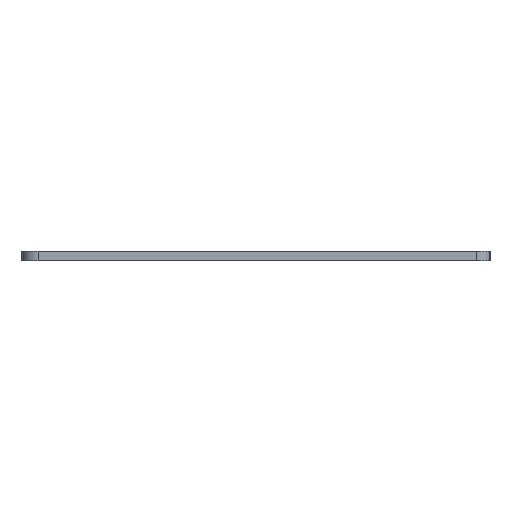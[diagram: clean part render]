
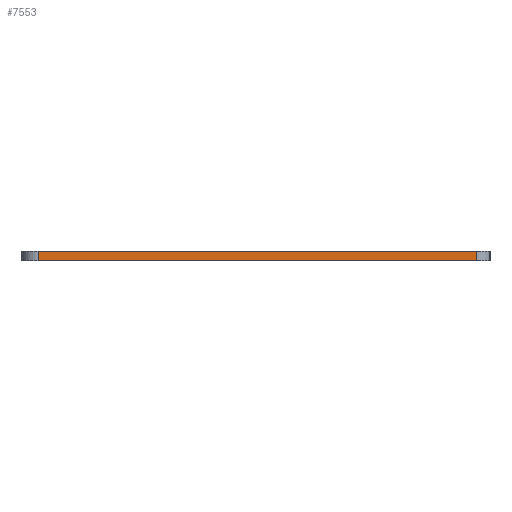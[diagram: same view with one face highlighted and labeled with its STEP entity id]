
A CAD part, left-side view. The second image highlights one B-rep face of the part: STEP entity #7553.
In plain terms, the highlighted planar face has unit normal (-1, 0, 0).
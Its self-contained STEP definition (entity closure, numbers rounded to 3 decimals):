
#266=PLANE('',#8305);
#634=FACE_OUTER_BOUND('',#1006,.T.);
#1006=EDGE_LOOP('',(#6232,#6233,#6234,#6235));
#1808=LINE('',#12729,#2544);
#1809=LINE('',#12731,#2545);
#1810=LINE('',#12733,#2546);
#1811=LINE('',#12734,#2547);
#2544=VECTOR('',#10503,10.);
#2545=VECTOR('',#10504,10.);
#2546=VECTOR('',#10505,10.);
#2547=VECTOR('',#10506,10.);
#3658=VERTEX_POINT('',#12727);
#3659=VERTEX_POINT('',#12728);
#3660=VERTEX_POINT('',#12730);
#3661=VERTEX_POINT('',#12732);
#4760=EDGE_CURVE('',#3658,#3659,#1808,.T.);
#4761=EDGE_CURVE('',#3659,#3660,#1809,.T.);
#4762=EDGE_CURVE('',#3661,#3660,#1810,.T.);
#4763=EDGE_CURVE('',#3658,#3661,#1811,.T.);
#6232=ORIENTED_EDGE('',*,*,#4760,.T.);
#6233=ORIENTED_EDGE('',*,*,#4761,.T.);
#6234=ORIENTED_EDGE('',*,*,#4762,.F.);
#6235=ORIENTED_EDGE('',*,*,#4763,.F.);
#7553=ADVANCED_FACE('',(#634),#266,.T.);
#8305=AXIS2_PLACEMENT_3D('',#12726,#10501,#10502);
#10501=DIRECTION('center_axis',(-1.,0.,0.));
#10502=DIRECTION('ref_axis',(0.,-1.,0.));
#10503=DIRECTION('',(0.,-1.,0.));
#10504=DIRECTION('',(0.,0.,1.));
#10505=DIRECTION('',(0.,-1.,0.));
#10506=DIRECTION('',(0.,0.,1.));
#12726=CARTESIAN_POINT('Origin',(-0.125,-2.525,0.));
#12727=CARTESIAN_POINT('',(-0.125,-2.525,0.));
#12728=CARTESIAN_POINT('',(-0.125,-74.075,0.));
#12729=CARTESIAN_POINT('',(-0.125,-2.525,0.));
#12730=CARTESIAN_POINT('',(-0.125,-74.075,1.6));
#12731=CARTESIAN_POINT('',(-0.125,-74.075,0.));
#12732=CARTESIAN_POINT('',(-0.125,-2.525,1.6));
#12733=CARTESIAN_POINT('',(-0.125,-2.525,1.6));
#12734=CARTESIAN_POINT('',(-0.125,-2.525,0.));
